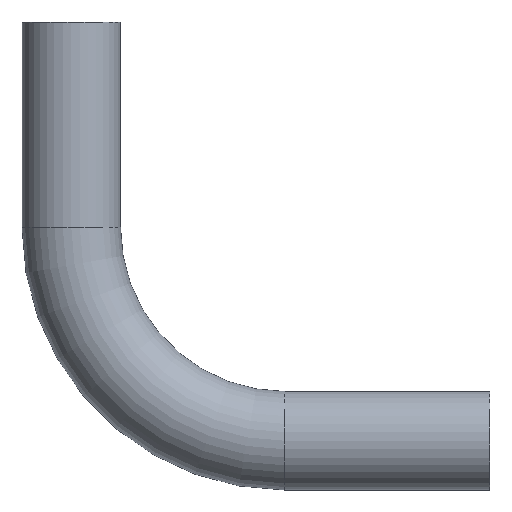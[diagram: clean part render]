
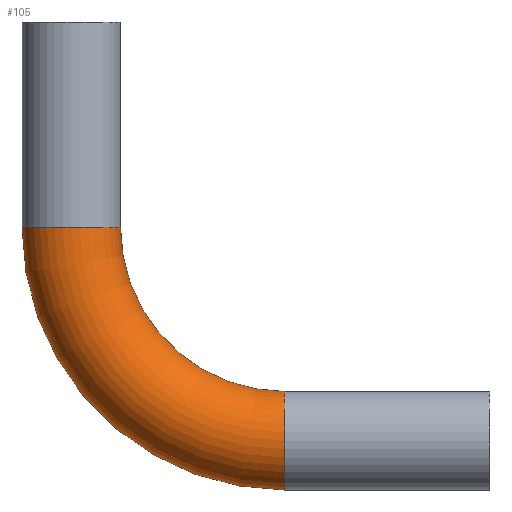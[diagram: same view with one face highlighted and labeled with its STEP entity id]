
A CAD part, front view. The second image highlights one B-rep face of the part: STEP entity #105.
In plain terms, the highlighted toroidal (fillet/blend) face has major radius 26 mm and minor radius 6 mm.
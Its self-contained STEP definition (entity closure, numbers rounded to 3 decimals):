
#7 = EDGE_CURVE ( 'NONE', #406, #197, #395, .T. ) ;
#15 = DIRECTION ( 'NONE',  ( 0., 0., 1. ) ) ;
#33 = VERTEX_POINT ( 'NONE', #452 ) ;
#38 = DIRECTION ( 'NONE',  ( 0., 0., 1. ) ) ;
#43 = FACE_OUTER_BOUND ( 'NONE', #71, .T. ) ;
#44 = DIRECTION ( 'NONE',  ( 1., 0., 0. ) ) ;
#49 = VERTEX_POINT ( 'NONE', #243 ) ;
#53 = EDGE_CURVE ( 'NONE', #197, #33, #80, .T. ) ;
#55 = DIRECTION ( 'NONE',  ( 0., 1., 0. ) ) ;
#59 = ORIENTED_EDGE ( 'NONE', *, *, #7, .T. ) ;
#64 = CARTESIAN_POINT ( 'NONE',  ( 0., 0., -26. ) ) ;
#69 = CARTESIAN_POINT ( 'NONE',  ( 0., 0., 0. ) ) ;
#71 = EDGE_LOOP ( 'NONE', ( #231, #59, #336, #133 ) ) ;
#80 = CIRCLE ( 'NONE', #150, 20. ) ;
#94 = AXIS2_PLACEMENT_3D ( 'NONE', #434, #55, #353 ) ;
#105 = ADVANCED_FACE ( 'NONE', ( #43 ), #135, .T. ) ;
#109 = CARTESIAN_POINT ( 'NONE',  ( 0., 0., -20. ) ) ;
#133 = ORIENTED_EDGE ( 'NONE', *, *, #191, .F. ) ;
#135 = TOROIDAL_SURFACE ( 'NONE', #424, 26., 6. ) ;
#140 = DIRECTION ( 'NONE',  ( 0., 0., 1. ) ) ;
#147 = CIRCLE ( 'NONE', #319, 6. ) ;
#150 = AXIS2_PLACEMENT_3D ( 'NONE', #69, #447, #140 ) ;
#189 = DIRECTION ( 'NONE',  ( 0., 0., 1. ) ) ;
#191 = EDGE_CURVE ( 'NONE', #49, #33, #147, .T. ) ;
#197 = VERTEX_POINT ( 'NONE', #109 ) ;
#231 = ORIENTED_EDGE ( 'NONE', *, *, #377, .F. ) ;
#243 = CARTESIAN_POINT ( 'NONE',  ( -32., 0., 0. ) ) ;
#247 = DIRECTION ( 'NONE',  ( 0., 1., 0. ) ) ;
#256 = AXIS2_PLACEMENT_3D ( 'NONE', #64, #341, #38 ) ;
#265 = CIRCLE ( 'NONE', #94, 32. ) ;
#284 = CARTESIAN_POINT ( 'NONE',  ( 0., 0., 0. ) ) ;
#319 = AXIS2_PLACEMENT_3D ( 'NONE', #321, #189, #44 ) ;
#321 = CARTESIAN_POINT ( 'NONE',  ( -26., 0., 0. ) ) ;
#336 = ORIENTED_EDGE ( 'NONE', *, *, #53, .T. ) ;
#341 = DIRECTION ( 'NONE',  ( -1., 0., 0. ) ) ;
#353 = DIRECTION ( 'NONE',  ( 0., 0., 1. ) ) ;
#377 = EDGE_CURVE ( 'NONE', #406, #49, #265, .T. ) ;
#395 = CIRCLE ( 'NONE', #256, 6. ) ;
#406 = VERTEX_POINT ( 'NONE', #438 ) ;
#424 = AXIS2_PLACEMENT_3D ( 'NONE', #284, #247, #15 ) ;
#434 = CARTESIAN_POINT ( 'NONE',  ( 0., 0., 0. ) ) ;
#438 = CARTESIAN_POINT ( 'NONE',  ( 0., 0., -32. ) ) ;
#447 = DIRECTION ( 'NONE',  ( 0., 1., 0. ) ) ;
#452 = CARTESIAN_POINT ( 'NONE',  ( -20., 0., 0. ) ) ;
